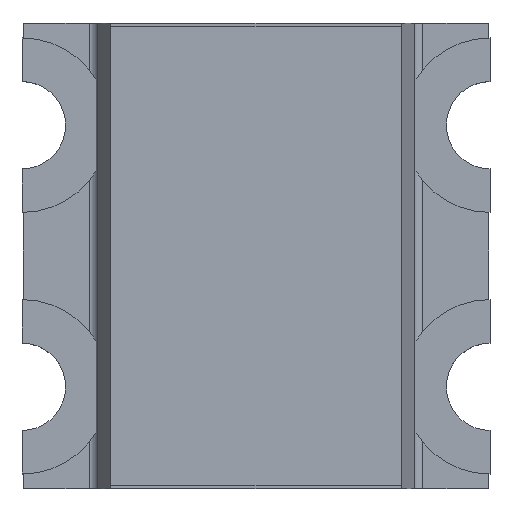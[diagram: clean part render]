
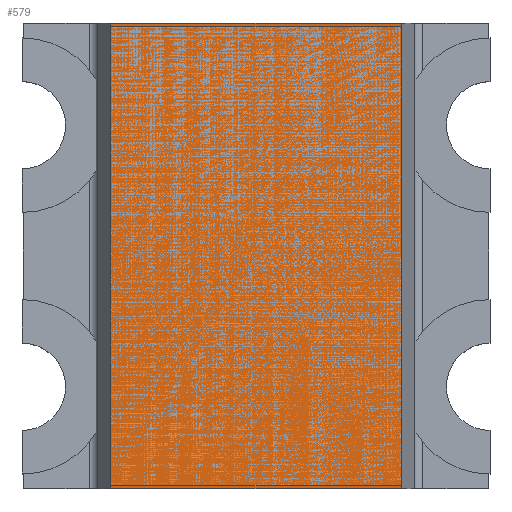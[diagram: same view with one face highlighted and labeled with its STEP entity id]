
A CAD part, top view. The second image highlights one B-rep face of the part: STEP entity #579.
In plain terms, the highlighted planar face has unit normal (0, 0, 1).
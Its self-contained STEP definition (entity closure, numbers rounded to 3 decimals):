
#180 = VERTEX_POINT('',#181);
#181 = CARTESIAN_POINT('',(-0.5,0.8,0.35));
#187 = EDGE_CURVE('',#180,#188,#190,.T.);
#188 = VERTEX_POINT('',#189);
#189 = CARTESIAN_POINT('',(0.5,0.8,0.35));
#190 = LINE('',#191,#192);
#191 = CARTESIAN_POINT('',(-0.65,0.8,0.35));
#192 = VECTOR('',#193,1.);
#193 = DIRECTION('',(1.,0.,0.));
#560 = VERTEX_POINT('',#561);
#561 = CARTESIAN_POINT('',(-0.5,-0.8,0.35));
#569 = EDGE_CURVE('',#560,#180,#570,.T.);
#570 = LINE('',#571,#572);
#571 = CARTESIAN_POINT('',(-0.5,-0.8,0.35));
#572 = VECTOR('',#573,1.);
#573 = DIRECTION('',(0.,1.,0.));
#579 = ADVANCED_FACE('',(#580),#598,.F.);
#580 = FACE_BOUND('',#581,.F.);
#581 = EDGE_LOOP('',(#582,#590,#591,#592));
#582 = ORIENTED_EDGE('',*,*,#583,.F.);
#583 = EDGE_CURVE('',#560,#584,#586,.T.);
#584 = VERTEX_POINT('',#585);
#585 = CARTESIAN_POINT('',(0.5,-0.8,0.35));
#586 = LINE('',#587,#588);
#587 = CARTESIAN_POINT('',(-0.5,-0.8,0.35));
#588 = VECTOR('',#589,1.);
#589 = DIRECTION('',(1.,0.,0.));
#590 = ORIENTED_EDGE('',*,*,#569,.T.);
#591 = ORIENTED_EDGE('',*,*,#187,.T.);
#592 = ORIENTED_EDGE('',*,*,#593,.F.);
#593 = EDGE_CURVE('',#584,#188,#594,.T.);
#594 = LINE('',#595,#596);
#595 = CARTESIAN_POINT('',(0.5,-0.8,0.35));
#596 = VECTOR('',#597,1.);
#597 = DIRECTION('',(0.,1.,0.));
#598 = PLANE('',#599);
#599 = AXIS2_PLACEMENT_3D('',#600,#601,#602);
#600 = CARTESIAN_POINT('',(-0.5,-0.8,0.35));
#601 = DIRECTION('',(0.,0.,-1.));
#602 = DIRECTION('',(1.,0.,0.));
